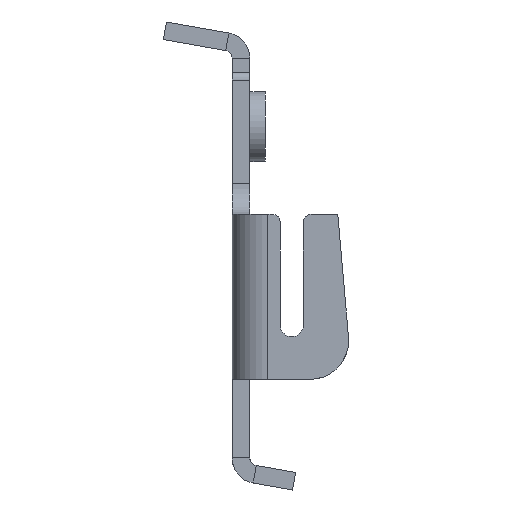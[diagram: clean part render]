
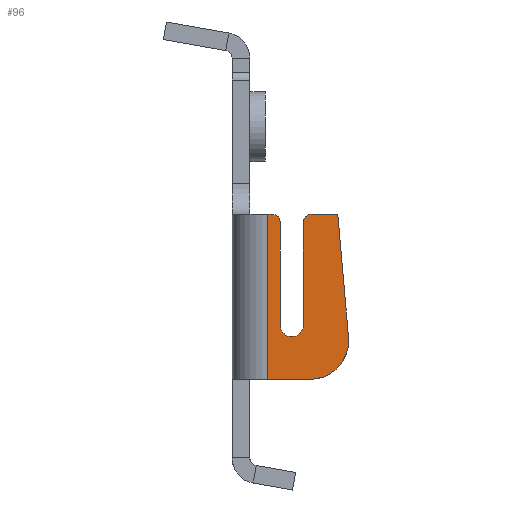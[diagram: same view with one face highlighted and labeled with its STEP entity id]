
A CAD part, left-side view. The second image highlights one B-rep face of the part: STEP entity #96.
In plain terms, the highlighted planar face has unit normal (-1, 0, 0).
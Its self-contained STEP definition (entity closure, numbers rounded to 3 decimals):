
#24 = CARTESIAN_POINT ( 'NONE',  ( -58.3, 0., 0. ) ) ;
#27 = CARTESIAN_POINT ( 'NONE',  ( -58.3, -10.043, 1. ) ) ;
#38 = CIRCLE ( 'NONE', #1889, 1. ) ;
#64 = CARTESIAN_POINT ( 'NONE',  ( -58.3, -9.2, 16.3 ) ) ;
#66 = VECTOR ( 'NONE', #2157, 1000. ) ;
#78 = LINE ( 'NONE', #2152, #457 ) ;
#91 = CARTESIAN_POINT ( 'NONE',  ( -58.3, -6.2, 16.3 ) ) ;
#96 = ADVANCED_FACE ( 'NONE', ( #1032 ), #3341, .F. ) ;
#133 = LINE ( 'NONE', #788, #210 ) ;
#158 = VERTEX_POINT ( 'NONE', #1422 ) ;
#210 = VECTOR ( 'NONE', #2174, 1000. ) ;
#231 = DIRECTION ( 'NONE',  ( -1., 0., 0. ) ) ;
#256 = EDGE_CURVE ( 'NONE', #605, #2551, #38, .T. ) ;
#274 = CARTESIAN_POINT ( 'NONE',  ( -58.3, -10.043, 1. ) ) ;
#276 = ORIENTED_EDGE ( 'NONE', *, *, #1226, .F. ) ;
#397 = DIRECTION ( 'NONE',  ( 0., -1., 0. ) ) ;
#398 = EDGE_CURVE ( 'NONE', #2085, #699, #78, .T. ) ;
#442 = ORIENTED_EDGE ( 'NONE', *, *, #398, .F. ) ;
#449 = DIRECTION ( 'NONE',  ( 0., -1., 0. ) ) ;
#457 = VECTOR ( 'NONE', #449, 1000. ) ;
#476 = EDGE_CURVE ( 'NONE', #2332, #158, #2702, .T. ) ;
#487 = VECTOR ( 'NONE', #804, 1000. ) ;
#556 = CARTESIAN_POINT ( 'NONE',  ( -58.3, -6.2, 17.3 ) ) ;
#604 = ORIENTED_EDGE ( 'NONE', *, *, #1788, .F. ) ;
#605 = VERTEX_POINT ( 'NONE', #3325 ) ;
#699 = VERTEX_POINT ( 'NONE', #830 ) ;
#703 = CARTESIAN_POINT ( 'NONE',  ( -58.3, -4.6, -4. ) ) ;
#788 = CARTESIAN_POINT ( 'NONE',  ( -58.3, -4.6, 0. ) ) ;
#789 = CARTESIAN_POINT ( 'NONE',  ( -58.3, -10.043, -4. ) ) ;
#804 = DIRECTION ( 'NONE',  ( 0., 0.087, 0.996 ) ) ;
#807 = ORIENTED_EDGE ( 'NONE', *, *, #2051, .F. ) ;
#830 = CARTESIAN_POINT ( 'NONE',  ( -58.3, -5.2, 17.3 ) ) ;
#838 = ORIENTED_EDGE ( 'NONE', *, *, #992, .T. ) ;
#919 = ORIENTED_EDGE ( 'NONE', *, *, #1317, .T. ) ;
#925 = VERTEX_POINT ( 'NONE', #789 ) ;
#992 = EDGE_CURVE ( 'NONE', #925, #1257, #3103, .T. ) ;
#1016 = EDGE_CURVE ( 'NONE', #3269, #699, #3273, .T. ) ;
#1032 = FACE_OUTER_BOUND ( 'NONE', #1356, .T. ) ;
#1053 = CARTESIAN_POINT ( 'NONE',  ( -58.3, -7.7, 3. ) ) ;
#1073 = CARTESIAN_POINT ( 'NONE',  ( -58.3, -15.043, 1. ) ) ;
#1096 = LINE ( 'NONE', #2620, #3562 ) ;
#1101 = DIRECTION ( 'NONE',  ( -1., 0., 0. ) ) ;
#1119 = DIRECTION ( 'NONE',  ( 0., 1., 0. ) ) ;
#1226 = EDGE_CURVE ( 'NONE', #925, #2131, #3310, .T. ) ;
#1257 = VERTEX_POINT ( 'NONE', #1073 ) ;
#1265 = DIRECTION ( 'NONE',  ( 0., 1., 0. ) ) ;
#1317 = EDGE_CURVE ( 'NONE', #3392, #3097, #1396, .T. ) ;
#1337 = EDGE_CURVE ( 'NONE', #1257, #3392, #2892, .T. ) ;
#1356 = EDGE_LOOP ( 'NONE', ( #3489, #2169, #442, #2645, #276, #838, #1805, #919, #807, #2072, #604, #2714 ) ) ;
#1385 = DIRECTION ( 'NONE',  ( 0., 1., 0. ) ) ;
#1396 = LINE ( 'NONE', #1899, #487 ) ;
#1422 = CARTESIAN_POINT ( 'NONE',  ( -58.3, -9.2, 3. ) ) ;
#1493 = CARTESIAN_POINT ( 'NONE',  ( -58.3, -15.024, 1.436 ) ) ;
#1615 = CARTESIAN_POINT ( 'NONE',  ( -58.3, -9.2, 17.3 ) ) ;
#1784 = DIRECTION ( 'NONE',  ( -1., 0., 0. ) ) ;
#1788 = EDGE_CURVE ( 'NONE', #158, #2551, #3567, .T. ) ;
#1805 = ORIENTED_EDGE ( 'NONE', *, *, #1337, .T. ) ;
#1861 = AXIS2_PLACEMENT_3D ( 'NONE', #1053, #231, #2172 ) ;
#1889 = AXIS2_PLACEMENT_3D ( 'NONE', #3199, #1784, #3420 ) ;
#1894 = CARTESIAN_POINT ( 'NONE',  ( -58.3, -6.2, 3. ) ) ;
#1899 = CARTESIAN_POINT ( 'NONE',  ( -58.3, -15.035, 1.315 ) ) ;
#1935 = DIRECTION ( 'NONE',  ( -1., 0., 0. ) ) ;
#1975 = DIRECTION ( 'NONE',  ( -1., 0., 0. ) ) ;
#2051 = EDGE_CURVE ( 'NONE', #605, #3097, #1096, .T. ) ;
#2065 = VECTOR ( 'NONE', #3093, 1000. ) ;
#2072 = ORIENTED_EDGE ( 'NONE', *, *, #256, .T. ) ;
#2085 = VERTEX_POINT ( 'NONE', #2319 ) ;
#2131 = VERTEX_POINT ( 'NONE', #703 ) ;
#2152 = CARTESIAN_POINT ( 'NONE',  ( -58.3, -15.5, 17.3 ) ) ;
#2157 = DIRECTION ( 'NONE',  ( 0., 0., 1. ) ) ;
#2169 = ORIENTED_EDGE ( 'NONE', *, *, #1016, .T. ) ;
#2172 = DIRECTION ( 'NONE',  ( 0., -1., 0. ) ) ;
#2174 = DIRECTION ( 'NONE',  ( 0., 0., 1. ) ) ;
#2240 = CARTESIAN_POINT ( 'NONE',  ( -58.3, -5.2, 16.3 ) ) ;
#2290 = EDGE_CURVE ( 'NONE', #2131, #2085, #133, .T. ) ;
#2319 = CARTESIAN_POINT ( 'NONE',  ( -58.3, -4.6, 17.3 ) ) ;
#2332 = VERTEX_POINT ( 'NONE', #1894 ) ;
#2337 = EDGE_CURVE ( 'NONE', #3269, #2332, #3007, .T. ) ;
#2482 = AXIS2_PLACEMENT_3D ( 'NONE', #274, #1975, #2513 ) ;
#2513 = DIRECTION ( 'NONE',  ( 0., 1., 0. ) ) ;
#2551 = VERTEX_POINT ( 'NONE', #64 ) ;
#2558 = DIRECTION ( 'NONE',  ( 1., 0., 0. ) ) ;
#2604 = VECTOR ( 'NONE', #1265, 1000. ) ;
#2620 = CARTESIAN_POINT ( 'NONE',  ( -58.3, -15.5, 17.3 ) ) ;
#2636 = CARTESIAN_POINT ( 'NONE',  ( -58.3, -13.636, 17.3 ) ) ;
#2645 = ORIENTED_EDGE ( 'NONE', *, *, #2290, .F. ) ;
#2702 = CIRCLE ( 'NONE', #1861, 1.5 ) ;
#2714 = ORIENTED_EDGE ( 'NONE', *, *, #476, .F. ) ;
#2892 = CIRCLE ( 'NONE', #2482, 5. ) ;
#2937 = AXIS2_PLACEMENT_3D ( 'NONE', #27, #1935, #1119 ) ;
#3007 = LINE ( 'NONE', #556, #2065 ) ;
#3071 = DIRECTION ( 'NONE',  ( 0., 1., 0. ) ) ;
#3093 = DIRECTION ( 'NONE',  ( 0., 0., -1. ) ) ;
#3097 = VERTEX_POINT ( 'NONE', #2636 ) ;
#3103 = CIRCLE ( 'NONE', #2937, 5. ) ;
#3199 = CARTESIAN_POINT ( 'NONE',  ( -58.3, -10.2, 16.3 ) ) ;
#3231 = CARTESIAN_POINT ( 'NONE',  ( -58.3, -15.5, -4. ) ) ;
#3269 = VERTEX_POINT ( 'NONE', #91 ) ;
#3273 = CIRCLE ( 'NONE', #3292, 1. ) ;
#3292 = AXIS2_PLACEMENT_3D ( 'NONE', #2240, #1101, #3071 ) ;
#3310 = LINE ( 'NONE', #3231, #2604 ) ;
#3325 = CARTESIAN_POINT ( 'NONE',  ( -58.3, -10.2, 17.3 ) ) ;
#3341 = PLANE ( 'NONE',  #3426 ) ;
#3392 = VERTEX_POINT ( 'NONE', #1493 ) ;
#3420 = DIRECTION ( 'NONE',  ( 0., 1., 0. ) ) ;
#3426 = AXIS2_PLACEMENT_3D ( 'NONE', #24, #2558, #1385 ) ;
#3489 = ORIENTED_EDGE ( 'NONE', *, *, #2337, .F. ) ;
#3562 = VECTOR ( 'NONE', #397, 1000. ) ;
#3567 = LINE ( 'NONE', #1615, #66 ) ;
